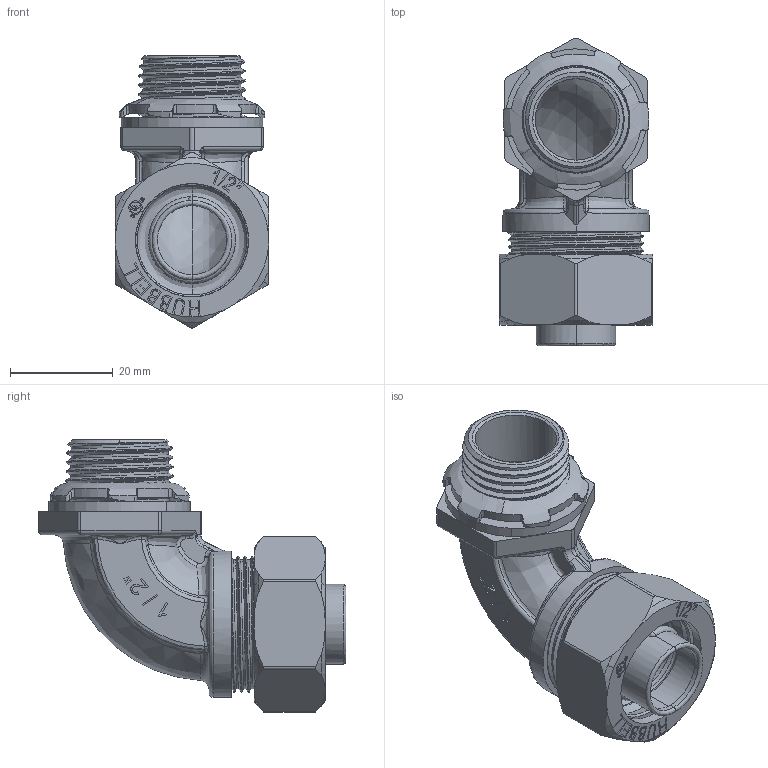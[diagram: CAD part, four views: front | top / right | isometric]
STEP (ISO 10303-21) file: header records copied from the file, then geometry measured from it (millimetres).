
FILE_DESCRIPTION (( 'STEP AP214' ), '1' );
FILE_NAME ('3422-8.STEP', '2016-02-24T16:01:57', ( '' ), ( '' ), 'SwSTEP 2.0', 'SolidWorks 2014', '' );
FILE_SCHEMA (( 'AUTOMOTIVE_DESIGN' ));
Length unit declared in the file: inch
Products named in the file (7): 3402 LOCK NUT; 3402 SEAL_1-2; 3402 COMPRESSION NUT HEX_1-2; 3402 GLAND RING_1-2; 3402 FERRULE_installed; 3422 90DEG BODY; 3422-8
Assembly tree (6 placements, depth 2):
  3422-8
    3422 90DEG BODY
    3402 FERRULE_installed
    3402 GLAND RING_1-2
    3402 COMPRESSION NUT HEX_1-2
    3402 SEAL_1-2
    3402 LOCK NUT
Bounding box: 29.79 x 59.9 x 53.01 mm (x, y, z)
Volume: 16954.7 mm3; surface area: 20233.5 mm2
Topology: 6 solids, 6 shells, 612 faces, 1661 edges, 1081 vertices
Faces by surface type: plane 233, bspline 199, cylinder 123, cone 57
Entity records: 47937 total; most frequent: CARTESIAN_POINT 26114, ORIENTED_EDGE 3302, DIRECTION 2130, EDGE_CURVE 1651, VERTEX_POINT 1081, LINE 754, VECTOR 754, AXIS2_PLACEMENT_3D 688
